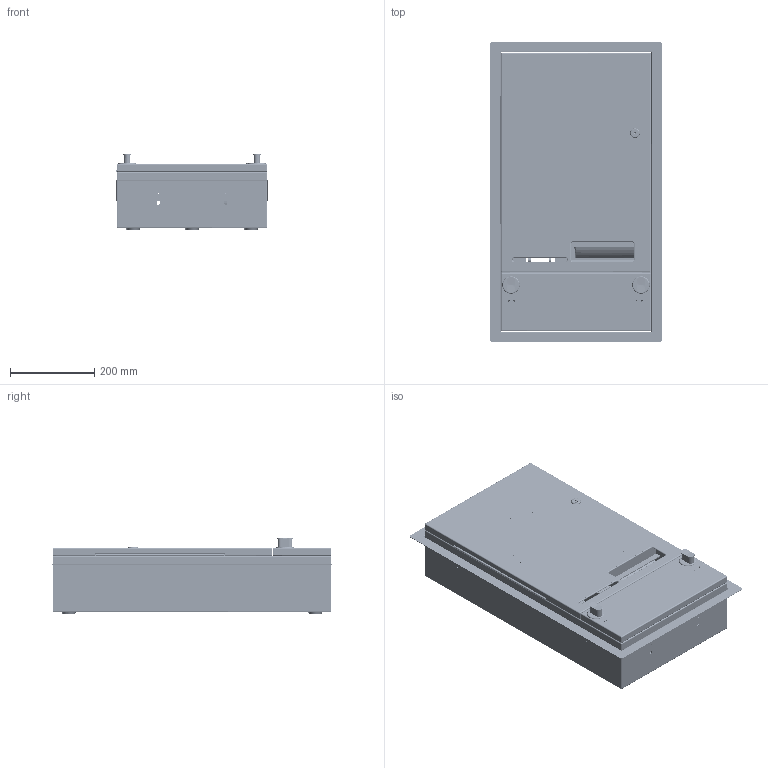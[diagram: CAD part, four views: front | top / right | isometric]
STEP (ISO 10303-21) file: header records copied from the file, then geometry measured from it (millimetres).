
FILE_DESCRIPTION (( 'STEP AP203' ), '1' );
FILE_NAME ('Model R - Exterior file.STEP', '2022-04-20T12:50:18', ( '' ), ( '' ), 'SwSTEP 2.0', 'SolidWorks 2019', '' );
FILE_SCHEMA (( 'CONFIG_CONTROL_DESIGN' ));
Products named in the file (1): Model R - Exterior file
Bounding box: 407.99 x 712.79 x 180.13 mm (x, y, z)
Volume: 2696949.1 mm3; surface area: 3183919 mm2
Topology: 63 solids, 63 shells, 5435 faces, 13491 edges, 8393 vertices
Faces by surface type: plane 2241, cylinder 1815, cone 710, bspline 397, torus 235, sphere 37
Entity records: 232239 total; most frequent: CARTESIAN_POINT 106047, ORIENTED_EDGE 26864, DIRECTION 25281, EDGE_CURVE 13432, AXIS2_PLACEMENT_3D 8817, VERTEX_POINT 8393, LINE 7647, VECTOR 7647
